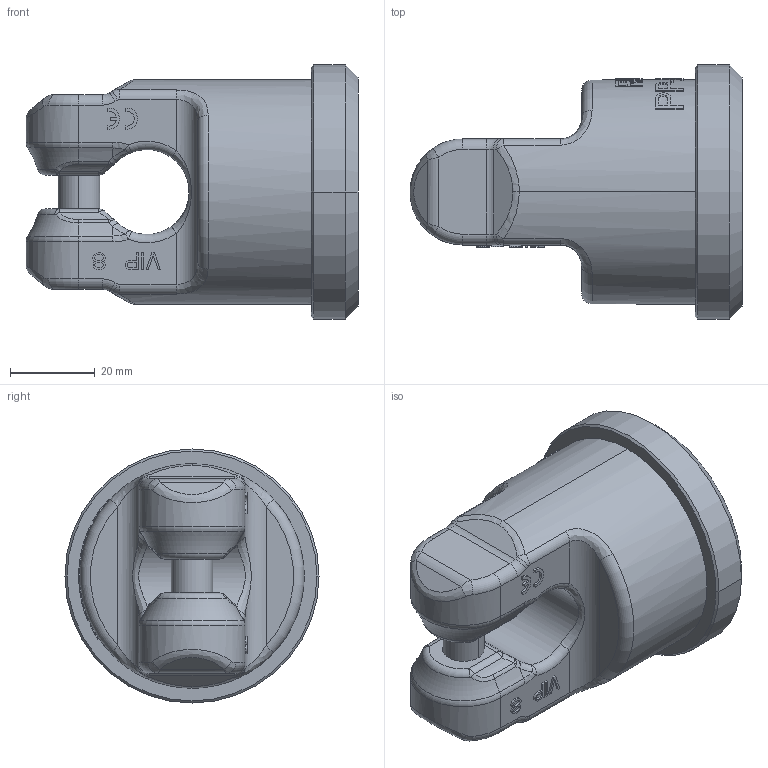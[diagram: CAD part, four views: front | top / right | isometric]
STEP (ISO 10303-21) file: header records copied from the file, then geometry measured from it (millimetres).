
FILE_DESCRIPTION((''),'2;1');
FILE_NAME('001-M31347-P-40_ASM','2019-03-15T',('anja.joas'),(''),'PRO/ENGINEER BY PARAMETRIC TECHNOLOGY CORPORATION, 2011490','PRO/ENGINEER BY PARAMETRIC TECHNOLOGY CORPORATION, 2011490','');
FILE_SCHEMA(('CONFIG_CONTROL_DESIGN'));
Length unit declared in the file: millimetre
Products named in the file (3): 001-M31347-P-20_AF0; 001-M31347-P-50; 001-M31347-P-40_ASM
Assembly tree (2 placements, depth 2):
  001-M31347-P-40_ASM
    001-M31347-P-20_AF0
    001-M31347-P-50
Bounding box: 78.4 x 60 x 60 mm (x, y, z)
Volume: 122134.1 mm3; surface area: 21741.6 mm2
Topology: 2 solids, 2 shells, 520 faces, 1372 edges, 878 vertices
Faces by surface type: plane 358, cylinder 68, bspline 64, torus 20, cone 6, sphere 4
Entity records: 18160 total; most frequent: CARTESIAN_POINT 6039, ORIENTED_EDGE 2744, DIRECTION 2168, EDGE_CURVE 1372, VERTEX_POINT 878, AXIS2_PLACEMENT_3D 725, VECTOR 718, LINE 718
